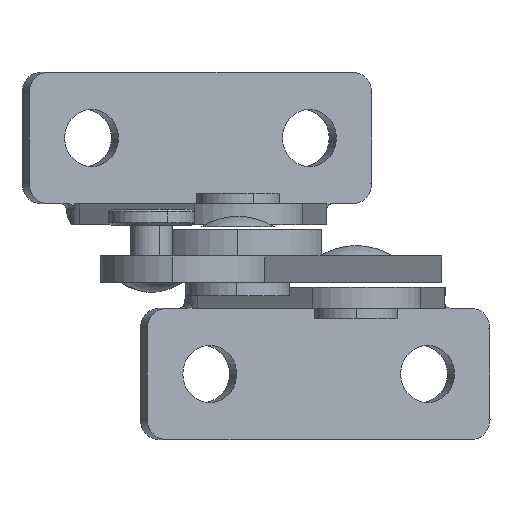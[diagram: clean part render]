
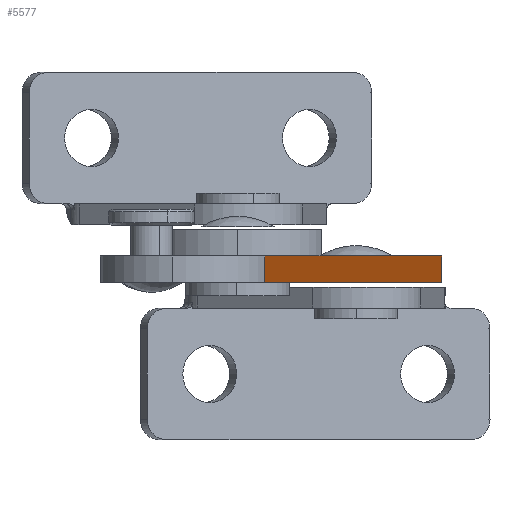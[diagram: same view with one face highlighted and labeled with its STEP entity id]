
A CAD part, left-side view. The second image highlights one B-rep face of the part: STEP entity #5577.
In plain terms, the highlighted planar face has unit normal (-0.162, -0.987, 0).
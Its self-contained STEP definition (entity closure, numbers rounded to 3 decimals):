
#504 = DIRECTION ( 'NONE',  ( 0., 0., -1. ) ) ;
#778 = EDGE_LOOP ( 'NONE', ( #2025, #5825, #790, #6965 ) ) ;
#790 = ORIENTED_EDGE ( 'NONE', *, *, #6556, .F. ) ;
#948 = VECTOR ( 'NONE', #4140, 1000. ) ;
#1252 = CARTESIAN_POINT ( 'NONE',  ( 37.402, -19.559, -1.25 ) ) ;
#1531 = CARTESIAN_POINT ( 'NONE',  ( -66.499, -2.56, -1.25 ) ) ;
#1975 = EDGE_CURVE ( 'NONE', #7062, #3015, #6193, .T. ) ;
#2025 = ORIENTED_EDGE ( 'NONE', *, *, #6464, .T. ) ;
#2073 = VERTEX_POINT ( 'NONE', #1531 ) ;
#3015 = VERTEX_POINT ( 'NONE', #6408 ) ;
#3171 = DIRECTION ( 'NONE',  ( -0.987, 0.161, 0. ) ) ;
#3277 = DIRECTION ( 'NONE',  ( 0.161, 0.987, 0. ) ) ;
#3382 = CARTESIAN_POINT ( 'NONE',  ( -66.499, -2.56, -3.75 ) ) ;
#3504 = DIRECTION ( 'NONE',  ( 0.987, -0.161, 0. ) ) ;
#3730 = VECTOR ( 'NONE', #504, 1000. ) ;
#3786 = FACE_OUTER_BOUND ( 'NONE', #778, .T. ) ;
#3877 = LINE ( 'NONE', #6655, #3730 ) ;
#4140 = DIRECTION ( 'NONE',  ( 0., 0., -1. ) ) ;
#4149 = CARTESIAN_POINT ( 'NONE',  ( 37.402, -19.559, -1.25 ) ) ;
#4180 = LINE ( 'NONE', #4149, #5740 ) ;
#4662 = CARTESIAN_POINT ( 'NONE',  ( 37.402, -19.559, -1.25 ) ) ;
#4936 = VECTOR ( 'NONE', #3504, 1000. ) ;
#4989 = VERTEX_POINT ( 'NONE', #3382 ) ;
#5477 = CARTESIAN_POINT ( 'NONE',  ( 37.402, -19.559, -1.25 ) ) ;
#5577 = ADVANCED_FACE ( 'NONE', ( #3786 ), #6492, .F. ) ;
#5732 = DIRECTION ( 'NONE',  ( 0.987, -0.161, 0. ) ) ;
#5740 = VECTOR ( 'NONE', #5732, 1000. ) ;
#5825 = ORIENTED_EDGE ( 'NONE', *, *, #1975, .F. ) ;
#6172 = CARTESIAN_POINT ( 'NONE',  ( 37.402, -19.559, -3.75 ) ) ;
#6193 = LINE ( 'NONE', #1252, #948 ) ;
#6252 = EDGE_CURVE ( 'NONE', #2073, #4989, #3877, .T. ) ;
#6408 = CARTESIAN_POINT ( 'NONE',  ( 37.402, -19.559, -3.75 ) ) ;
#6464 = EDGE_CURVE ( 'NONE', #4989, #3015, #6713, .T. ) ;
#6482 = AXIS2_PLACEMENT_3D ( 'NONE', #5477, #3277, #3171 ) ;
#6492 = PLANE ( 'NONE',  #6482 ) ;
#6556 = EDGE_CURVE ( 'NONE', #2073, #7062, #4180, .T. ) ;
#6655 = CARTESIAN_POINT ( 'NONE',  ( -66.499, -2.56, -1.25 ) ) ;
#6713 = LINE ( 'NONE', #6172, #4936 ) ;
#6965 = ORIENTED_EDGE ( 'NONE', *, *, #6252, .T. ) ;
#7062 = VERTEX_POINT ( 'NONE', #4662 ) ;
